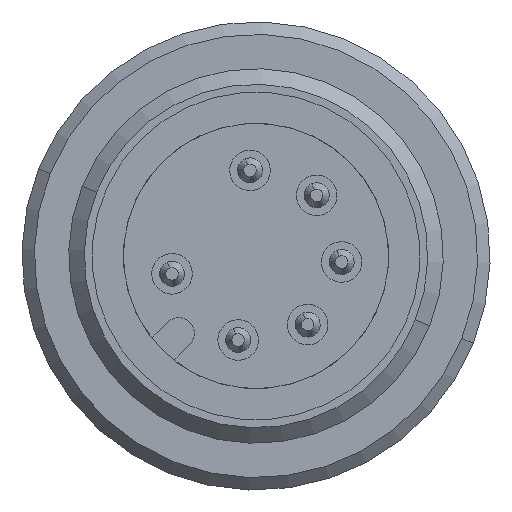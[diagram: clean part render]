
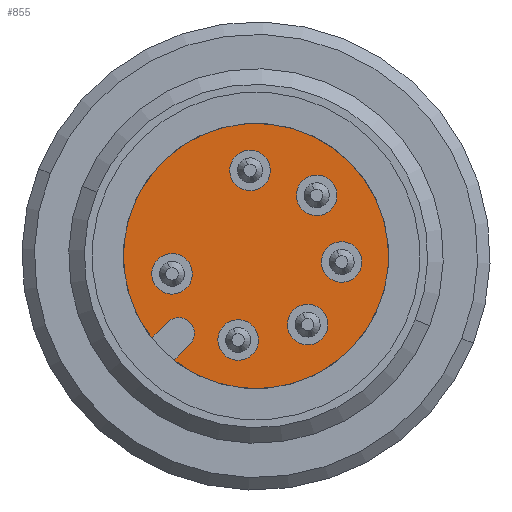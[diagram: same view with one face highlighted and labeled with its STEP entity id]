
A CAD part, front view. The second image highlights one B-rep face of the part: STEP entity #855.
In plain terms, the highlighted planar face has unit normal (0, -1, 0).
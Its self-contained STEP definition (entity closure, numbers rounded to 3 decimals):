
#511=LINE('',#5426,#656);
#512=LINE('',#5454,#657);
#656=VECTOR('',#4312,1.);
#657=VECTOR('',#4341,1.);
#786=PLANE('',#3757);
#855=ADVANCED_FACE('',(#1144,#1145,#1146,#1147,#1148,#1149,#1150),#786,
 .F.);
#1144=FACE_BOUND('',#1207,.T.);
#1145=FACE_BOUND('',#1208,.T.);
#1146=FACE_BOUND('',#1209,.T.);
#1147=FACE_BOUND('',#1210,.T.);
#1148=FACE_BOUND('',#1211,.T.);
#1149=FACE_BOUND('',#1212,.T.);
#1150=FACE_BOUND('',#1213,.T.);
#1207=EDGE_LOOP('',(#1517,#1518));
#1208=EDGE_LOOP('',(#1519,#1520));
#1209=EDGE_LOOP('',(#1521,#1522));
#1210=EDGE_LOOP('',(#1523,#1524));
#1211=EDGE_LOOP('',(#1525,#1526));
#1212=EDGE_LOOP('',(#1527,#1528));
#1213=EDGE_LOOP('',(#1529,#1530,#1531,#1532,#1533));
#1517=ORIENTED_EDGE('',*,*,#2912,.T.);
#1518=ORIENTED_EDGE('',*,*,#2913,.T.);
#1519=ORIENTED_EDGE('',*,*,#2914,.T.);
#1520=ORIENTED_EDGE('',*,*,#2915,.T.);
#1521=ORIENTED_EDGE('',*,*,#2916,.T.);
#1522=ORIENTED_EDGE('',*,*,#2917,.T.);
#1523=ORIENTED_EDGE('',*,*,#2918,.T.);
#1524=ORIENTED_EDGE('',*,*,#2919,.T.);
#1525=ORIENTED_EDGE('',*,*,#2920,.T.);
#1526=ORIENTED_EDGE('',*,*,#2921,.T.);
#1527=ORIENTED_EDGE('',*,*,#2922,.T.);
#1528=ORIENTED_EDGE('',*,*,#2923,.T.);
#1529=ORIENTED_EDGE('',*,*,#2904,.T.);
#1530=ORIENTED_EDGE('',*,*,#2901,.T.);
#1531=ORIENTED_EDGE('',*,*,#2911,.T.);
#1532=ORIENTED_EDGE('',*,*,#2924,.T.);
#1533=ORIENTED_EDGE('',*,*,#2925,.T.);
#2534=VERTEX_POINT('',#5406);
#2535=VERTEX_POINT('',#5408);
#2536=VERTEX_POINT('',#5413);
#2540=VERTEX_POINT('',#5425);
#2541=VERTEX_POINT('',#5429);
#2542=VERTEX_POINT('',#5430);
#2543=VERTEX_POINT('',#5433);
#2544=VERTEX_POINT('',#5434);
#2545=VERTEX_POINT('',#5437);
#2546=VERTEX_POINT('',#5438);
#2547=VERTEX_POINT('',#5441);
#2548=VERTEX_POINT('',#5442);
#2549=VERTEX_POINT('',#5445);
#2550=VERTEX_POINT('',#5446);
#2551=VERTEX_POINT('',#5449);
#2552=VERTEX_POINT('',#5450);
#2553=VERTEX_POINT('',#5453);
#2901=EDGE_CURVE('',#2535,#2534,#3428,.T.);
#2904=EDGE_CURVE('',#2536,#2535,#3429,.T.);
#2911=EDGE_CURVE('',#2534,#2540,#511,.T.);
#2912=EDGE_CURVE('',#2541,#2542,#3432,.T.);
#2913=EDGE_CURVE('',#2542,#2541,#3433,.T.);
#2914=EDGE_CURVE('',#2543,#2544,#3434,.T.);
#2915=EDGE_CURVE('',#2544,#2543,#3435,.T.);
#2916=EDGE_CURVE('',#2545,#2546,#3436,.T.);
#2917=EDGE_CURVE('',#2546,#2545,#3437,.T.);
#2918=EDGE_CURVE('',#2547,#2548,#3438,.T.);
#2919=EDGE_CURVE('',#2548,#2547,#3439,.T.);
#2920=EDGE_CURVE('',#2549,#2550,#3440,.T.);
#2921=EDGE_CURVE('',#2550,#2549,#3441,.T.);
#2922=EDGE_CURVE('',#2551,#2552,#3442,.T.);
#2923=EDGE_CURVE('',#2552,#2551,#3443,.T.);
#2924=EDGE_CURVE('',#2540,#2553,#3444,.T.);
#2925=EDGE_CURVE('',#2553,#2536,#512,.T.);
#3428=CIRCLE('',#3736,4.25);
#3429=CIRCLE('',#3738,4.25);
#3432=CIRCLE('',#3744,0.65);
#3433=CIRCLE('',#3745,0.65);
#3434=CIRCLE('',#3746,0.65);
#3435=CIRCLE('',#3747,0.65);
#3436=CIRCLE('',#3748,0.65);
#3437=CIRCLE('',#3749,0.65);
#3438=CIRCLE('',#3750,0.65);
#3439=CIRCLE('',#3751,0.65);
#3440=CIRCLE('',#3752,0.65);
#3441=CIRCLE('',#3753,0.65);
#3442=CIRCLE('',#3754,0.65);
#3443=CIRCLE('',#3755,0.65);
#3444=CIRCLE('',#3756,0.5);
#3736=AXIS2_PLACEMENT_3D('',#5407,#4292,#4293);
#3738=AXIS2_PLACEMENT_3D('',#5412,#4298,#4299);
#3744=AXIS2_PLACEMENT_3D('',#5428,#4315,#4316);
#3745=AXIS2_PLACEMENT_3D('',#5431,#4317,#4318);
#3746=AXIS2_PLACEMENT_3D('',#5432,#4319,#4320);
#3747=AXIS2_PLACEMENT_3D('',#5435,#4321,#4322);
#3748=AXIS2_PLACEMENT_3D('',#5436,#4323,#4324);
#3749=AXIS2_PLACEMENT_3D('',#5439,#4325,#4326);
#3750=AXIS2_PLACEMENT_3D('',#5440,#4327,#4328);
#3751=AXIS2_PLACEMENT_3D('',#5443,#4329,#4330);
#3752=AXIS2_PLACEMENT_3D('',#5444,#4331,#4332);
#3753=AXIS2_PLACEMENT_3D('',#5447,#4333,#4334);
#3754=AXIS2_PLACEMENT_3D('',#5448,#4335,#4336);
#3755=AXIS2_PLACEMENT_3D('',#5451,#4337,#4338);
#3756=AXIS2_PLACEMENT_3D('',#5452,#4339,#4340);
#3757=AXIS2_PLACEMENT_3D('',#5455,#4342,#4343);
#4292=DIRECTION('',(0.,-1.,0.));
#4293=DIRECTION('',(0.707,0.,0.707));
#4298=DIRECTION('',(0.,-1.,0.));
#4299=DIRECTION('',(-0.619,0.,-0.785));
#4312=DIRECTION('',(0.707,0.,0.707));
#4315=DIRECTION('',(0.,1.,0.));
#4316=DIRECTION('',(0.384,0.,-0.924));
#4317=DIRECTION('',(0.,1.,0.));
#4318=DIRECTION('',(0.384,0.,-0.924));
#4319=DIRECTION('',(0.,1.,0.));
#4320=DIRECTION('',(0.384,0.,-0.924));
#4321=DIRECTION('',(0.,1.,0.));
#4322=DIRECTION('',(0.384,0.,-0.924));
#4323=DIRECTION('',(0.,1.,0.));
#4324=DIRECTION('',(0.384,0.,-0.924));
#4325=DIRECTION('',(0.,1.,0.));
#4326=DIRECTION('',(0.384,0.,-0.924));
#4327=DIRECTION('',(0.,1.,0.));
#4328=DIRECTION('',(0.384,0.,-0.924));
#4329=DIRECTION('',(0.,1.,0.));
#4330=DIRECTION('',(0.384,0.,-0.924));
#4331=DIRECTION('',(0.,1.,0.));
#4332=DIRECTION('',(0.384,0.,-0.924));
#4333=DIRECTION('',(0.,1.,0.));
#4334=DIRECTION('',(0.384,0.,-0.924));
#4335=DIRECTION('',(0.,1.,0.));
#4336=DIRECTION('',(0.384,0.,-0.924));
#4337=DIRECTION('',(0.,1.,0.));
#4338=DIRECTION('',(0.384,0.,-0.924));
#4339=DIRECTION('',(0.,1.,0.));
#4340=DIRECTION('',(-0.707,0.,0.707));
#4341=DIRECTION('',(-0.707,0.,-0.707));
#4342=DIRECTION('',(0.,1.,0.));
#4343=DIRECTION('',(0.707,0.,0.707));
#5406=CARTESIAN_POINT('',(-3.338,9.2,-2.631));
#5407=CARTESIAN_POINT('',(0.,9.2,0.));
#5408=CARTESIAN_POINT('',(3.005,9.2,3.005));
#5412=CARTESIAN_POINT('',(0.,9.2,0.));
#5413=CARTESIAN_POINT('',(-2.631,9.2,-3.338));
#5425=CARTESIAN_POINT('',(-2.828,9.2,-2.121));
#5426=CARTESIAN_POINT('',(-3.338,9.2,-2.631));
#5428=CARTESIAN_POINT('',(-2.69,9.2,-0.572));
#5429=CARTESIAN_POINT('',(-2.939,9.2,0.029));
#5430=CARTESIAN_POINT('',(-2.441,9.2,-1.172));
#5431=CARTESIAN_POINT('',(-2.69,9.2,-0.572));
#5432=CARTESIAN_POINT('',(-0.572,9.2,-2.69));
#5433=CARTESIAN_POINT('',(-0.821,9.2,-2.09));
#5434=CARTESIAN_POINT('',(-0.322,9.2,-3.29));
#5435=CARTESIAN_POINT('',(-0.572,9.2,-2.69));
#5436=CARTESIAN_POINT('',(1.655,9.2,-2.196));
#5437=CARTESIAN_POINT('',(1.406,9.2,-1.596));
#5438=CARTESIAN_POINT('',(1.904,9.2,-2.797));
#5439=CARTESIAN_POINT('',(1.655,9.2,-2.196));
#5440=CARTESIAN_POINT('',(2.743,9.2,-0.192));
#5441=CARTESIAN_POINT('',(2.494,9.2,0.408));
#5442=CARTESIAN_POINT('',(2.993,9.2,-0.792));
#5443=CARTESIAN_POINT('',(2.743,9.2,-0.192));
#5444=CARTESIAN_POINT('',(1.945,9.2,1.945));
#5445=CARTESIAN_POINT('',(1.695,9.2,2.545));
#5446=CARTESIAN_POINT('',(2.194,9.2,1.344));
#5447=CARTESIAN_POINT('',(1.945,9.2,1.945));
#5448=CARTESIAN_POINT('',(-0.192,9.2,2.743));
#5449=CARTESIAN_POINT('',(-0.441,9.2,3.344));
#5450=CARTESIAN_POINT('',(0.057,9.2,2.143));
#5451=CARTESIAN_POINT('',(-0.192,9.2,2.743));
#5452=CARTESIAN_POINT('',(-2.475,9.2,-2.475));
#5453=CARTESIAN_POINT('',(-2.121,9.2,-2.828));
#5454=CARTESIAN_POINT('',(-2.121,9.2,-2.828));
#5455=CARTESIAN_POINT('',(-3.005,9.2,3.005));
